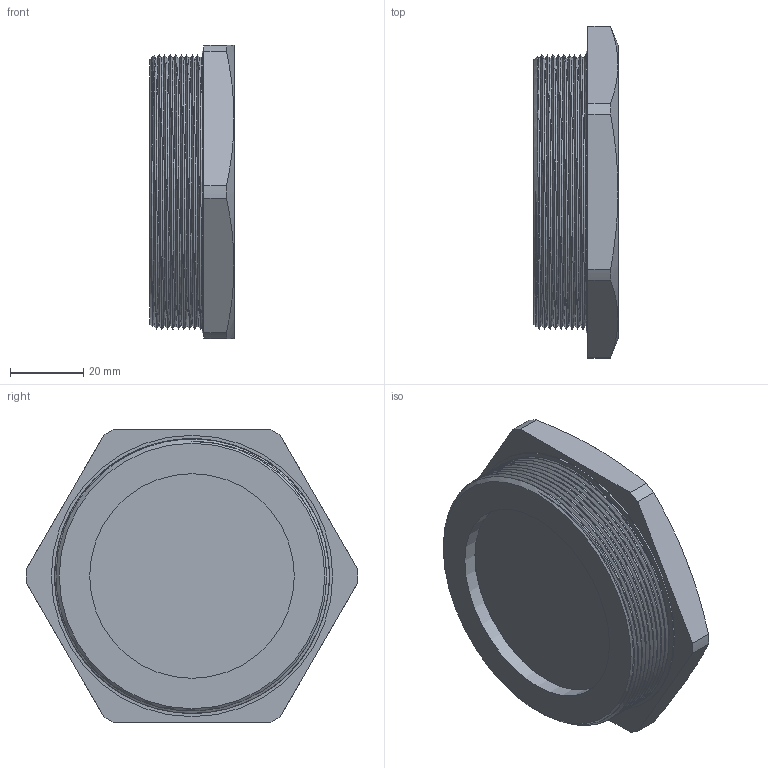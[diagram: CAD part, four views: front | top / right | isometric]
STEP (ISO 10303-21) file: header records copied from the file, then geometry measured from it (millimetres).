
FILE_DESCRIPTION(/* description */ ('Adapter Metall Ex M 75x1,5 / NPT 2"'),/* implementation_level */ '2;1');
FILE_NAME(/* name */ 'RX746064-RST.stp',/* time_stamp */ '2023-01-23T14:32:27+01:00',/* author */ ('sl'),/* organization */ (''),/* preprocessor_version */ 'ST-DEVELOPER v16.5',/* originating_system */ 'Autodesk Inventor 2017',/* authorisation */ '');
FILE_SCHEMA (('AUTOMOTIVE_DESIGN { 1 0 10303 214 3 1 1 }'));
Length unit declared in the file: millimetre
Products named in the file (1): RX746064
Bounding box: 22.9 x 90.49 x 80 mm (x, y, z)
Volume: 48183.8 mm3; surface area: 29433.6 mm2
Topology: 2 solids, 2 shells, 39 faces, 88 edges, 55 vertices
Faces by surface type: plane 13, cone 10, cylinder 10, bspline 6
Full cylindrical faces by diameter (mm): 55.8 x1, 76.7 x1
Entity records: 5203 total; most frequent: CARTESIAN_POINT 4406, ORIENTED_EDGE 162, DIRECTION 146, EDGE_CURVE 80, AXIS2_PLACEMENT_3D 64, VERTEX_POINT 52, EDGE_LOOP 46, FACE_OUTER_BOUND 37
